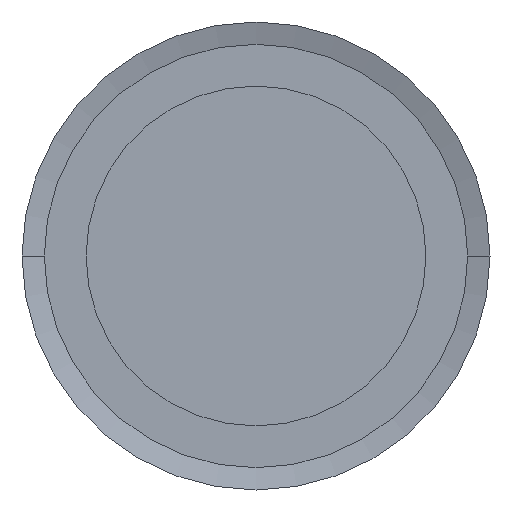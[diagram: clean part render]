
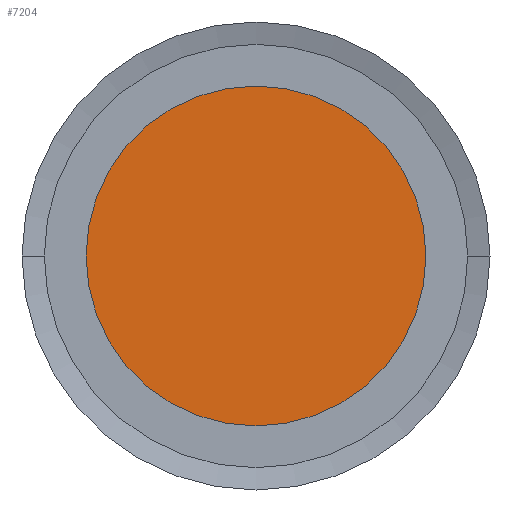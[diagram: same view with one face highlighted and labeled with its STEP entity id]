
A CAD part, left-side view. The second image highlights one B-rep face of the part: STEP entity #7204.
In plain terms, the highlighted planar face has unit normal (-1, 0, 0).
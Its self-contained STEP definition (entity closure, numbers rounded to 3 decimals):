
#7179=CARTESIAN_POINT('',(0.,0.,0.));
#7180=DIRECTION('',(1.,0.,0.));
#7181=DIRECTION('',(0.,0.,-1.));
#7182=AXIS2_PLACEMENT_3D('',#7179,#7180,#7181);
#7183=PLANE('',#7182);
#7184=CARTESIAN_POINT('',(0.,0.,15.25));
#7185=VERTEX_POINT('',#7184);
#7186=CARTESIAN_POINT('',(0.,-0.,-15.25));
#7187=VERTEX_POINT('',#7186);
#7188=CARTESIAN_POINT('',(0.,0.,0.));
#7189=DIRECTION('',(1.,0.,0.));
#7190=DIRECTION('',(0.,0.,-1.));
#7191=AXIS2_PLACEMENT_3D('',#7188,#7189,#7190);
#7192=CIRCLE('',#7191,15.25);
#7193=EDGE_CURVE('',#7185,#7187,#7192,.T.);
#7194=ORIENTED_EDGE('',*,*,#7193,.F.);
#7195=CARTESIAN_POINT('',(0.,0.,0.));
#7196=DIRECTION('',(1.,0.,0.));
#7197=DIRECTION('',(0.,0.,-1.));
#7198=AXIS2_PLACEMENT_3D('',#7195,#7196,#7197);
#7199=CIRCLE('',#7198,15.25);
#7200=EDGE_CURVE('',#7187,#7185,#7199,.T.);
#7201=ORIENTED_EDGE('',*,*,#7200,.F.);
#7202=EDGE_LOOP('',(#7194,#7201));
#7203=FACE_BOUND('',#7202,.T.);
#7204=ADVANCED_FACE('',(#7203),#7183,.F.);
